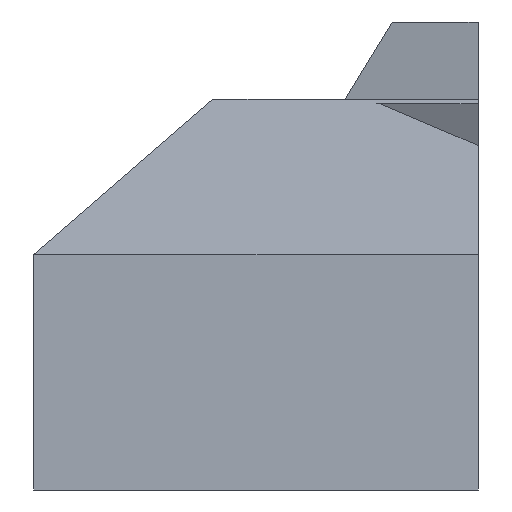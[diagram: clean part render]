
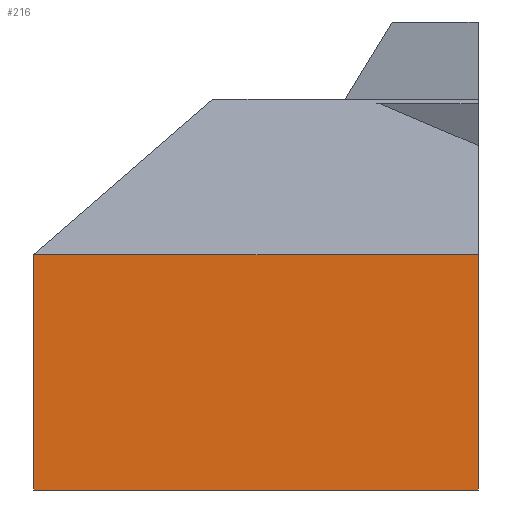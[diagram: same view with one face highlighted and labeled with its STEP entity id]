
A CAD part, left-side view. The second image highlights one B-rep face of the part: STEP entity #216.
In plain terms, the highlighted planar face has unit normal (-1, 0, 0).
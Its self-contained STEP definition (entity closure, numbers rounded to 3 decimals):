
#2 = ORIENTED_EDGE ( 'NONE', *, *, #189, .F. ) ;
#4 = VERTEX_POINT ( 'NONE', #65 ) ;
#63 = DIRECTION ( 'NONE',  ( 0., -1., 0. ) ) ;
#65 = CARTESIAN_POINT ( 'NONE',  ( 62.375, 0., -65.615 ) ) ;
#70 = PLANE ( 'NONE',  #226 ) ;
#71 = DIRECTION ( 'NONE',  ( 0., 1., 0. ) ) ;
#72 = DIRECTION ( 'NONE',  ( 0., 0., 1. ) ) ;
#82 = DIRECTION ( 'NONE',  ( 0., 0., -1. ) ) ;
#83 = ORIENTED_EDGE ( 'NONE', *, *, #212, .F. ) ;
#97 = VECTOR ( 'NONE', #72, 1000. ) ;
#98 = CARTESIAN_POINT ( 'NONE',  ( 62.375, 50., -51.664 ) ) ;
#118 = ORIENTED_EDGE ( 'NONE', *, *, #264, .F. ) ;
#124 = EDGE_LOOP ( 'NONE', ( #83, #370, #2, #118 ) ) ;
#130 = VERTEX_POINT ( 'NONE', #382 ) ;
#139 = LINE ( 'NONE', #292, #97 ) ;
#149 = VECTOR ( 'NONE', #71, 1000. ) ;
#150 = CARTESIAN_POINT ( 'NONE',  ( 62.375, 0., -51.664 ) ) ;
#187 = LINE ( 'NONE', #299, #456 ) ;
#189 = EDGE_CURVE ( 'NONE', #130, #297, #348, .T. ) ;
#209 = VERTEX_POINT ( 'NONE', #435 ) ;
#212 = EDGE_CURVE ( 'NONE', #4, #209, #220, .T. ) ;
#216 = ADVANCED_FACE ( 'NONE', ( #317 ), #70, .T. ) ;
#220 = LINE ( 'NONE', #247, #149 ) ;
#226 = AXIS2_PLACEMENT_3D ( 'NONE', #394, #286, #321 ) ;
#247 = CARTESIAN_POINT ( 'NONE',  ( 62.375, -44.973, -65.615 ) ) ;
#264 = EDGE_CURVE ( 'NONE', #209, #130, #139, .T. ) ;
#286 = DIRECTION ( 'NONE',  ( -1., 0., 0. ) ) ;
#292 = CARTESIAN_POINT ( 'NONE',  ( 62.375, 26.345, -65.615 ) ) ;
#297 = VERTEX_POINT ( 'NONE', #150 ) ;
#299 = CARTESIAN_POINT ( 'NONE',  ( 62.375, 0., -99.891 ) ) ;
#304 = VECTOR ( 'NONE', #63, 1000. ) ;
#317 = FACE_OUTER_BOUND ( 'NONE', #124, .T. ) ;
#321 = DIRECTION ( 'NONE',  ( 0., 0., 1. ) ) ;
#348 = LINE ( 'NONE', #98, #304 ) ;
#370 = ORIENTED_EDGE ( 'NONE', *, *, #386, .F. ) ;
#382 = CARTESIAN_POINT ( 'NONE',  ( 62.375, 26.345, -51.664 ) ) ;
#386 = EDGE_CURVE ( 'NONE', #297, #4, #187, .T. ) ;
#394 = CARTESIAN_POINT ( 'NONE',  ( 62.375, 50., -99.891 ) ) ;
#435 = CARTESIAN_POINT ( 'NONE',  ( 62.375, 26.345, -65.615 ) ) ;
#456 = VECTOR ( 'NONE', #82, 1000. ) ;
